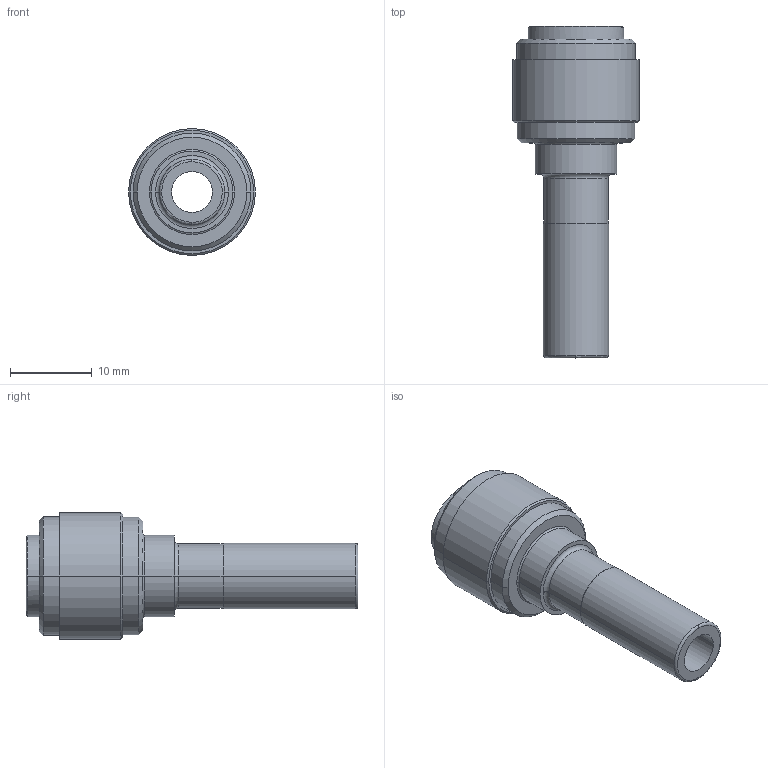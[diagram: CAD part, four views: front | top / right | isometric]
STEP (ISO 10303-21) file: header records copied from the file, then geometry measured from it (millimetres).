
FILE_DESCRIPTION (( 'STEP AP214' ), '1' );
FILE_NAME ('PR516-14-P.step', '2017-08-29T20:56:08', ( '' ), ( '' ), 'SwSTEP 2.0', 'SolidWorks 2017', '' );
FILE_SCHEMA (( 'AUTOMOTIVE_DESIGN' ));
Length unit declared in the file: inch
Products named in the file (1): PR516-14-P
Bounding box: 15.5 x 40.6 x 15.5 mm (x, y, z)
Volume: 2826.4 mm3; surface area: 2338.1 mm2
Topology: 1 solids, 1 shells, 42 faces, 91 edges, 57 vertices
Faces by surface type: cylinder 16, bspline 8, plane 8, cone 6, torus 4
Entity records: 2002 total; most frequent: CARTESIAN_POINT 1052, DIRECTION 200, ORIENTED_EDGE 182, EDGE_CURVE 91, AXIS2_PLACEMENT_3D 89, VERTEX_POINT 57, CIRCLE 54, EDGE_LOOP 50
